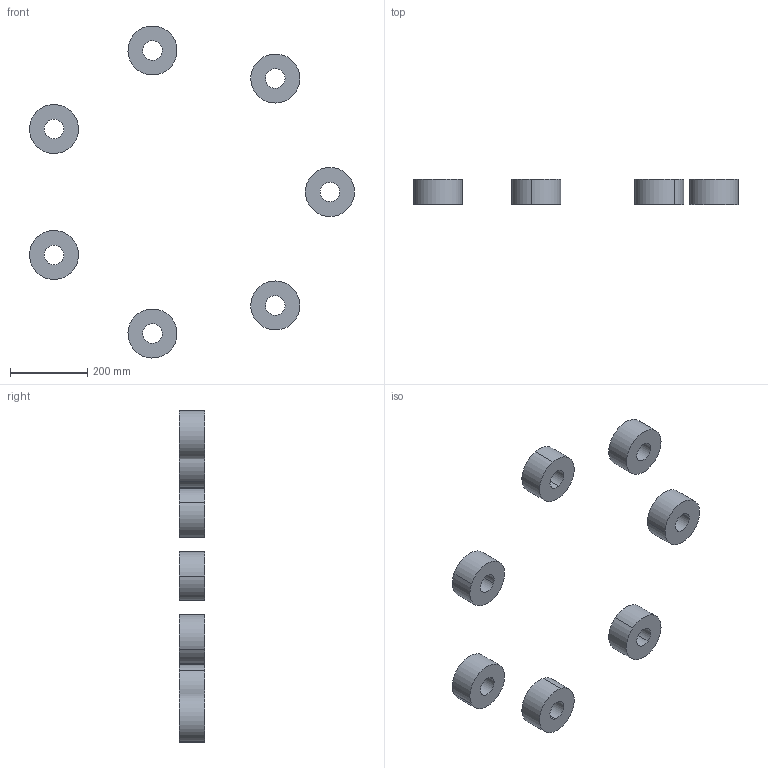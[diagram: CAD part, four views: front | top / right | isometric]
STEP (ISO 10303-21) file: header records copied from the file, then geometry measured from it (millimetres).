
FILE_DESCRIPTION((''),'2;1');
FILE_NAME('BEARINGS8_R16P5_52B_MIN','2025-10-05T11:47:19',('ricca'),(''),'CREO PARAMETRIC BY PTC INC, 2022073','CREO PARAMETRIC BY PTC INC, 2022073','');
FILE_SCHEMA(('CONFIG_CONTROL_DESIGN'));
Length unit declared in the file: inch
Products named in the file (1): BEARINGS8_R16P5_52B_MIN
Bounding box: 841.43 x 64.77 x 859.83 mm (x, y, z)
Volume: 4824458.2 mm3; surface area: 402224.4 mm2
Topology: 7 solids, 7 shells, 42 faces, 84 edges, 56 vertices
Faces by surface type: cylinder 28, plane 14
Entity records: 1180 total; most frequent: DIRECTION 224, CARTESIAN_POINT 182, ORIENTED_EDGE 168, AXIS2_PLACEMENT_3D 98, EDGE_CURVE 84, VERTEX_POINT 56, EDGE_LOOP 56, CIRCLE 56
